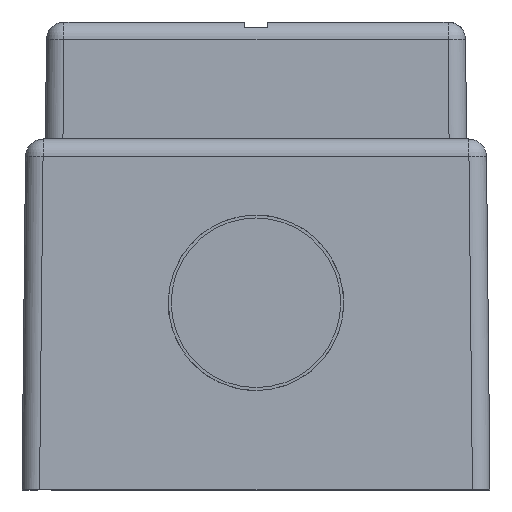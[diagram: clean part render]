
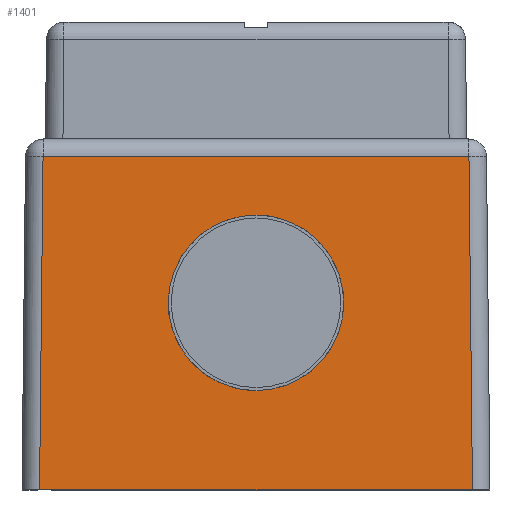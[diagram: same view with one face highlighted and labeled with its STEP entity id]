
A CAD part, front view. The second image highlights one B-rep face of the part: STEP entity #1401.
In plain terms, the highlighted planar face has unit normal (0, -1, 0.011).
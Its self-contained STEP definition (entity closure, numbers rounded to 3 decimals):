
#170=DIRECTION('',(-1.,0.,0.));
#171=VECTOR('',#170,7.281);
#172=CARTESIAN_POINT('',(-1.16,19.16,-2.297));
#173=LINE('',#172,#171);
#178=DIRECTION('',(0.01,0.01,1.));
#179=VECTOR('',#178,5.704);
#180=CARTESIAN_POINT('',(-8.5,19.1,-8.));
#181=LINE('',#180,#179);
#182=DIRECTION('',(0.01,-0.01,-1.));
#183=VECTOR('',#182,5.704);
#184=CARTESIAN_POINT('',(-1.16,19.16,-2.297));
#185=LINE('',#184,#183);
#186=CARTESIAN_POINT('',(-4.8,19.118,-6.3));
#187=CARTESIAN_POINT('',(-4.694,19.118,-6.3));
#188=CARTESIAN_POINT('',(-4.487,19.118,-6.278));
#189=CARTESIAN_POINT('',(-4.185,19.119,-6.18));
#190=CARTESIAN_POINT('',(-3.911,19.121,-6.022));
#191=CARTESIAN_POINT('',(-3.679,19.123,-5.813));
#192=CARTESIAN_POINT('',(-3.492,19.126,-5.557));
#193=CARTESIAN_POINT('',(-3.363,19.129,-5.268));
#194=CARTESIAN_POINT('',(-3.297,19.132,-4.959));
#195=CARTESIAN_POINT('',(-3.297,19.135,-4.644));
#196=CARTESIAN_POINT('',(-3.362,19.138,-4.336));
#197=CARTESIAN_POINT('',(-3.489,19.141,-4.048));
#198=CARTESIAN_POINT('',(-3.675,19.144,-3.792));
#199=CARTESIAN_POINT('',(-3.907,19.146,-3.581));
#200=CARTESIAN_POINT('',(-4.182,19.148,-3.421));
#201=CARTESIAN_POINT('',(-4.485,19.149,-3.322));
#202=CARTESIAN_POINT('',(-4.693,19.149,-3.3));
#203=CARTESIAN_POINT('',(-4.8,19.149,-3.3));
#205=CARTESIAN_POINT('',(-4.8,19.149,-3.3));
#206=CARTESIAN_POINT('',(-4.906,19.149,-3.3));
#207=CARTESIAN_POINT('',(-5.113,19.149,-3.322));
#208=CARTESIAN_POINT('',(-5.415,19.148,-3.42));
#209=CARTESIAN_POINT('',(-5.689,19.146,-3.578));
#210=CARTESIAN_POINT('',(-5.921,19.144,-3.787));
#211=CARTESIAN_POINT('',(-6.108,19.141,-4.043));
#212=CARTESIAN_POINT('',(-6.237,19.138,-4.332));
#213=CARTESIAN_POINT('',(-6.303,19.135,-4.641));
#214=CARTESIAN_POINT('',(-6.303,19.132,-4.956));
#215=CARTESIAN_POINT('',(-6.238,19.129,-5.264));
#216=CARTESIAN_POINT('',(-6.111,19.126,-5.552));
#217=CARTESIAN_POINT('',(-5.925,19.123,-5.808));
#218=CARTESIAN_POINT('',(-5.693,19.121,-6.019));
#219=CARTESIAN_POINT('',(-5.418,19.119,-6.179));
#220=CARTESIAN_POINT('',(-5.115,19.118,-6.278));
#221=CARTESIAN_POINT('',(-4.907,19.118,-6.3));
#222=CARTESIAN_POINT('',(-4.8,19.118,-6.3));
#224=DIRECTION('',(1.,0.,0.));
#225=VECTOR('',#224,7.4);
#226=CARTESIAN_POINT('',(-8.5,19.1,-8.));
#227=LINE('',#226,#225);
#998=VERTEX_POINT('',#205);
#999=VERTEX_POINT('',#222);
#1000=CARTESIAN_POINT('',(-8.5,19.1,
-8.));
#1001=CARTESIAN_POINT('',(-1.1,19.1,
-8.));
#1002=VERTEX_POINT('',#1000);
#1003=VERTEX_POINT('',#1001);
#1004=CARTESIAN_POINT('',(-8.44,19.16,
-2.297));
#1005=VERTEX_POINT('',#1004);
#1006=CARTESIAN_POINT('',(-1.16,19.16,
-2.297));
#1007=VERTEX_POINT('',#1006);
#1381=CARTESIAN_POINT('',(-4.8,19.1,-8.));
#1382=DIRECTION('',(0.,-1.,0.01));
#1383=DIRECTION('',(0.,0.01,1.));
#1384=AXIS2_PLACEMENT_3D('',#1381,#1382,#1383);
#1385=PLANE('',#1384);
#1387=ORIENTED_EDGE('',*,*,#1386,.F.);
#1389=ORIENTED_EDGE('',*,*,#1388,.T.);
#1390=ORIENTED_EDGE('',*,*,#1372,.F.);
#1392=ORIENTED_EDGE('',*,*,#1391,.T.);
#1393=EDGE_LOOP('',(#1387,#1389,#1390,#1392));
#1394=FACE_OUTER_BOUND('',#1393,.F.);
#1396=ORIENTED_EDGE('',*,*,#1395,.T.);
#1398=ORIENTED_EDGE('',*,*,#1397,.T.);
#1399=EDGE_LOOP('',(#1396,#1398));
#1400=FACE_BOUND('',#1399,.F.);
#1401=ADVANCED_FACE('',(#1394,#1400),#1385,.T.);
#204=B_SPLINE_CURVE_WITH_KNOTS('',3,(#186,#187,#188,#189,#190,#191,#192,#193,
#194,#195,#196,#197,#198,#199,#200,#201,#202,#203),.UNSPECIFIED.,.F.,.F.,(4,1,1,
1,1,1,1,1,1,1,1,1,1,1,1,4),(0.,0.067,0.133,0.2,
0.267,0.333,0.4,0.467,0.533,
0.6,0.667,0.733,0.8,0.867,
0.933,1.),.UNSPECIFIED.);
#223=B_SPLINE_CURVE_WITH_KNOTS('',3,(#205,#206,#207,#208,#209,#210,#211,#212,
#213,#214,#215,#216,#217,#218,#219,#220,#221,#222),.UNSPECIFIED.,.F.,.F.,(4,1,1,
1,1,1,1,1,1,1,1,1,1,1,1,4),(0.,0.067,0.133,0.2,
0.267,0.333,0.4,0.467,0.533,
0.6,0.667,0.733,0.8,0.867,
0.933,1.),.UNSPECIFIED.);
#1372=EDGE_CURVE('',#1007,#1005,#173,.T.);
#1386=EDGE_CURVE('',#1002,#1003,#227,.T.);
#1388=EDGE_CURVE('',#1002,#1005,#181,.T.);
#1391=EDGE_CURVE('',#1007,#1003,#185,.T.);
#1395=EDGE_CURVE('',#999,#998,#204,.T.);
#1397=EDGE_CURVE('',#998,#999,#223,.T.);
